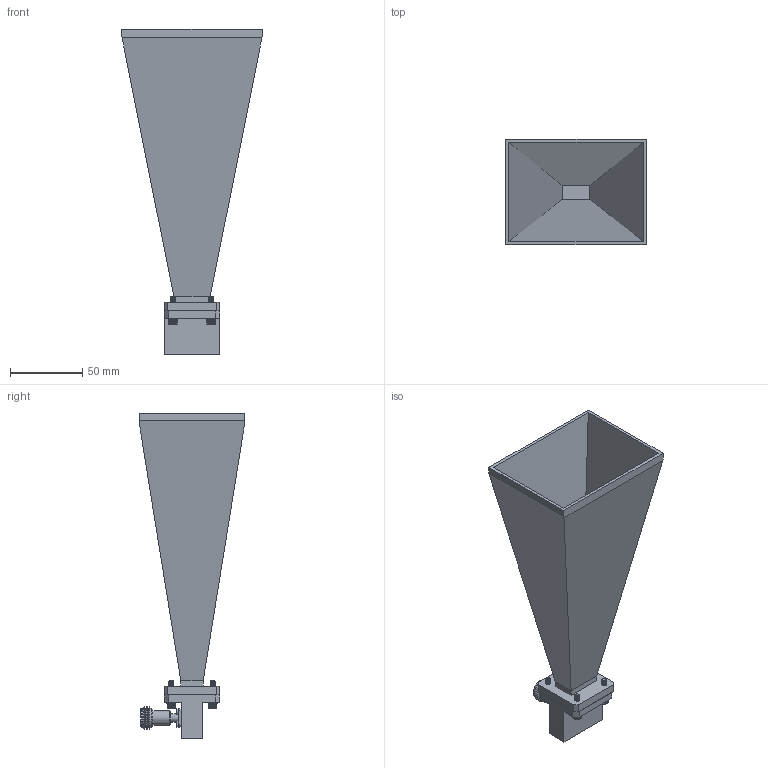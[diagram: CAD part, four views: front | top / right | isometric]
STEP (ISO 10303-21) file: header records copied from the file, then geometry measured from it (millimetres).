
FILE_DESCRIPTION (( 'STEP AP214' ), '1' );
FILE_NAME ('PEWAN075-20NF_3D.STEP', '2022-05-10T04:21:45', ( '' ), ( '' ), 'SwSTEP 2.0', 'SolidWorks 2021', '' );
FILE_SCHEMA (( 'AUTOMOTIVE_DESIGN' ));
Length unit declared in the file: inch
Products named in the file (10): Copy of 075-01676^PE9874; Copy of PE9874_con^PE9874; 6-32SH-HXx.625_92196A150; 6-LW; Copy of 112-N^Copy of PE9874_con_PE9874; Copy of 112-N-PANEL^Copy of PE9874_con_PE9874; PEWAN075-20NF_3D; PE9874; Copy of 06142-con screw^Copy of PE9874_con_PE9874; PEWAN075-20
Assembly tree (18 placements, depth 4):
  PEWAN075-20NF_3D
    6-32SH-HXx.625_92196A150  x4
    6-LW  x4
    PE9874
      Copy of PE9874_con^PE9874
        Copy of 06142-con screw^Copy of PE9874_con_PE9874  x4
        Copy of 112-N^Copy of PE9874_con_PE9874
        Copy of 112-N-PANEL^Copy of PE9874_con_PE9874
      Copy of 075-01676^PE9874
    PEWAN075-20
Bounding box: 97.27 x 73.19 x 225.48 mm (x, y, z)
Volume: 154572.8 mm3; surface area: 91369.8 mm2
Topology: 16 solids, 16 shells, 1410 faces, 3506 edges, 2147 vertices
Faces by surface type: plane 656, cylinder 418, cone 320, bspline 16
Entity records: 17892 total; most frequent: CARTESIAN_POINT 5550, ORIENTED_EDGE 2286, DIRECTION 1922, EDGE_CURVE 1143, AXIS2_PLACEMENT_3D 717, VERTEX_POINT 710, EDGE_LOOP 499, LINE 488
